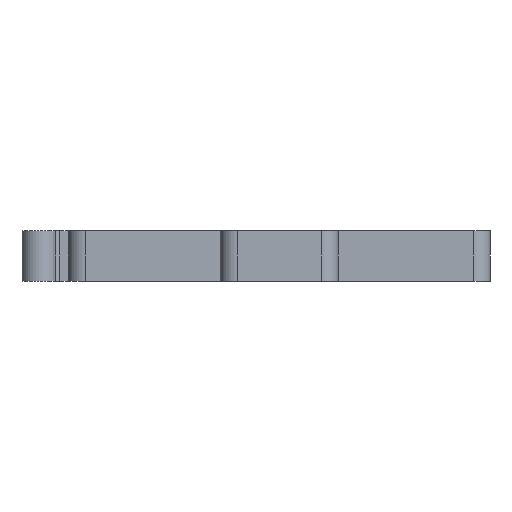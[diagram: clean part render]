
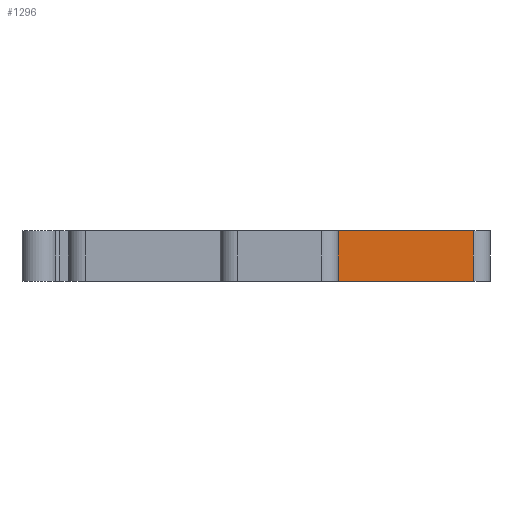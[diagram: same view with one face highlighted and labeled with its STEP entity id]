
A CAD part, front view. The second image highlights one B-rep face of the part: STEP entity #1296.
In plain terms, the highlighted planar face has unit normal (0, -1, 0).
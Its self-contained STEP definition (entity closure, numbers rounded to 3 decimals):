
#205=FACE_OUTER_BOUND('',#276,.T.);
#276=EDGE_LOOP('',(#1118,#1119,#1120,#1121));
#348=LINE('',#1986,#475);
#378=LINE('',#2119,#505);
#399=LINE('',#2170,#526);
#405=LINE('',#2182,#532);
#475=VECTOR('',#1573,10.);
#505=VECTOR('',#1691,10.);
#526=VECTOR('',#1748,10.);
#532=VECTOR('',#1766,10.);
#602=VERTEX_POINT('',#1983);
#603=VERTEX_POINT('',#1985);
#661=VERTEX_POINT('',#2116);
#662=VERTEX_POINT('',#2118);
#735=EDGE_CURVE('',#602,#603,#348,.T.);
#800=EDGE_CURVE('',#661,#662,#378,.T.);
#827=EDGE_CURVE('',#661,#603,#399,.T.);
#833=EDGE_CURVE('',#602,#662,#405,.T.);
#1118=ORIENTED_EDGE('',*,*,#827,.T.);
#1119=ORIENTED_EDGE('',*,*,#735,.F.);
#1120=ORIENTED_EDGE('',*,*,#833,.T.);
#1121=ORIENTED_EDGE('',*,*,#800,.F.);
#1244=PLANE('',#1434);
#1296=ADVANCED_FACE('',(#205),#1244,.T.);
#1434=AXIS2_PLACEMENT_3D('',#2181,#1764,#1765);
#1573=DIRECTION('',(-1.,0.,0.));
#1691=DIRECTION('',(1.,0.,0.));
#1748=DIRECTION('',(0.,0.,-1.));
#1764=DIRECTION('center_axis',(0.,-1.,0.));
#1765=DIRECTION('ref_axis',(1.,0.,0.));
#1766=DIRECTION('',(0.,0.,1.));
#1983=CARTESIAN_POINT('',(22.6,-25.2,0.));
#1985=CARTESIAN_POINT('',(4.6,-25.2,0.));
#1986=CARTESIAN_POINT('',(-0.4,-25.2,0.));
#2116=CARTESIAN_POINT('',(4.6,-25.2,6.));
#2118=CARTESIAN_POINT('',(22.6,-25.2,6.));
#2119=CARTESIAN_POINT('',(-0.4,-25.2,6.));
#2170=CARTESIAN_POINT('',(4.6,-25.2,3.));
#2181=CARTESIAN_POINT('Origin',(-23.4,-25.2,0.));
#2182=CARTESIAN_POINT('',(22.6,-25.2,0.));
